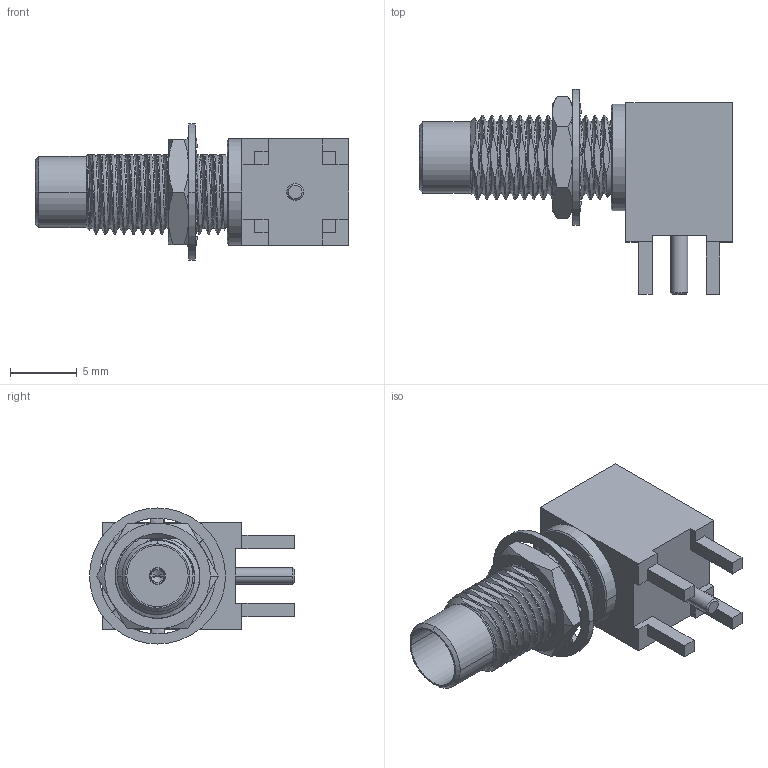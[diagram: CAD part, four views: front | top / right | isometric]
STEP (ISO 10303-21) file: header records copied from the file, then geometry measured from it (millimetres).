
FILE_DESCRIPTION (( 'STEP AP214' ), '1' );
FILE_NAME ('132203-12.STEP', '2023-07-10T02:39:49', ( '' ), ( '' ), 'SwSTEP 2.0', 'SolidWorks 2022', '' );
FILE_SCHEMA (( 'AUTOMOTIVE_DESIGN' ));
Length unit declared in the file: millimetre
Products named in the file (1): 132203-12
Bounding box: 23.5 x 15.39 x 10.21 mm (x, y, z)
Volume: 1058.1 mm3; surface area: 1200.1 mm2
Topology: 1 solids, 1 shells, 236 faces, 715 edges, 450 vertices
Faces by surface type: plane 86, cylinder 77, cone 38, bspline 35
Entity records: 15156 total; most frequent: CARTESIAN_POINT 9184, ORIENTED_EDGE 1426, DIRECTION 1001, EDGE_CURVE 713, VERTEX_POINT 450, LINE 337, VECTOR 337, AXIS2_PLACEMENT_3D 332
